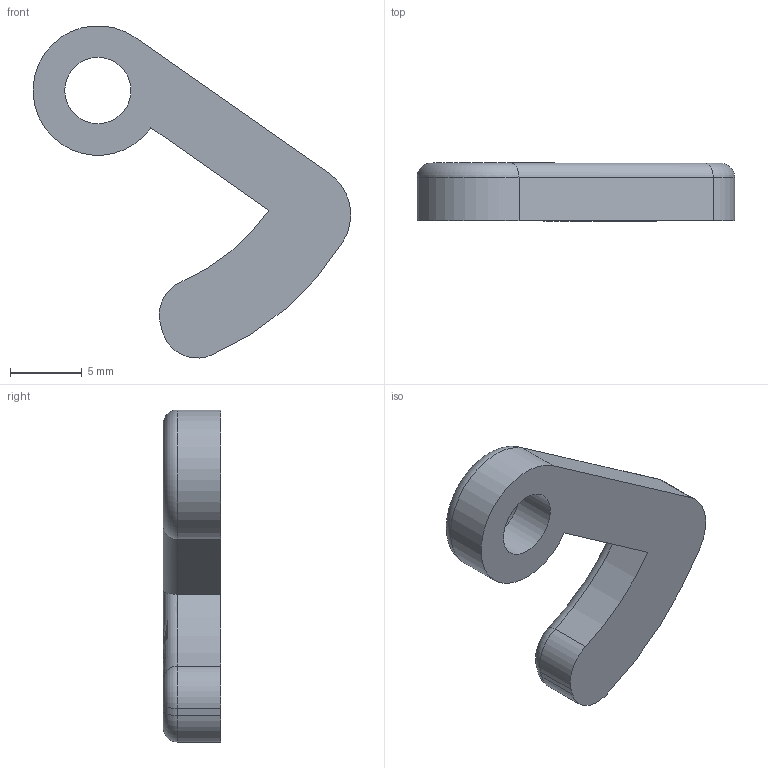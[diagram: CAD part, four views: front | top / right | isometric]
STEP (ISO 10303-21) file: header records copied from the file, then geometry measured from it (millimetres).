
FILE_DESCRIPTION(/* description */ (''),/* implementation_level */ '2;1');
FILE_NAME(/* name */ '14380 - Drone launcher servo horn.step',/* time_stamp */ '2024-01-03T23:39:18+10:00',/* author */ (''),/* organization */ (''),/* preprocessor_version */ 'ST-DEVELOPER v20',/* originating_system */ 'Autodesk Translation Framework v12.14.0.127',/* authorisation */ '');
FILE_SCHEMA (('AUTOMOTIVE_DESIGN { 1 0 10303 214 3 1 1 }'));
Length unit declared in the file: millimetre
Products named in the file (1): paper_plane_gun_v3
Bounding box: 22.04 x 4 x 23.06 mm (x, y, z)
Volume: 703.5 mm3; surface area: 707.5 mm2
Topology: 1 solids, 1 shells, 22 faces, 51 edges, 31 vertices
Faces by surface type: cylinder 10, plane 6, torus 6
Full cylindrical faces by diameter (mm): 4.6 x1
Entity records: 692 total; most frequent: CARTESIAN_POINT 131, DIRECTION 125, ORIENTED_EDGE 102, AXIS2_PLACEMENT_3D 53, EDGE_CURVE 51, VERTEX_POINT 31, CIRCLE 30, EDGE_LOOP 24
